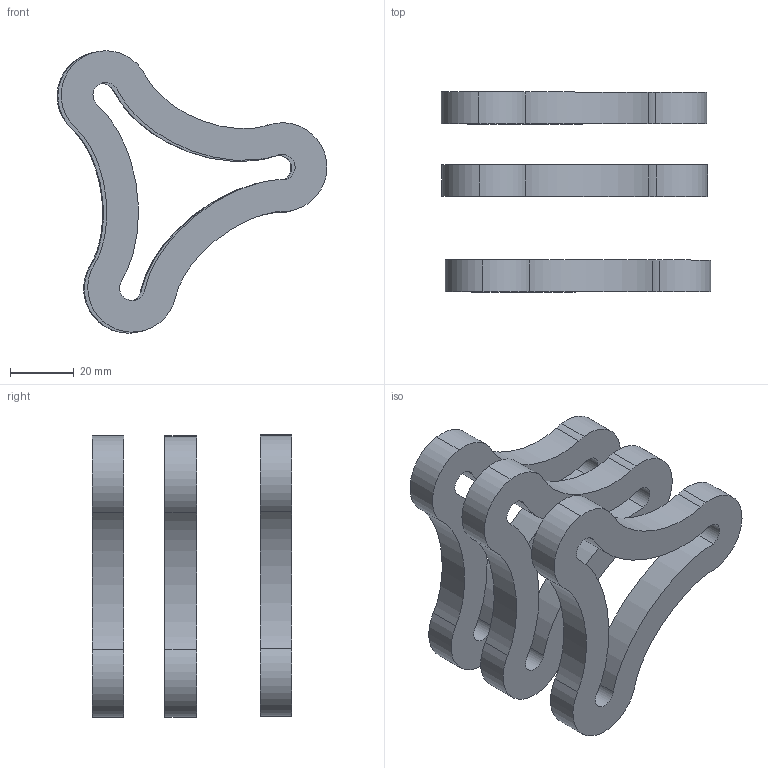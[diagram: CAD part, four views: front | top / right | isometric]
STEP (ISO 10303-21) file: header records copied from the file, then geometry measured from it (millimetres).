
FILE_DESCRIPTION (( 'STEP AP214' ), '1' );
FILE_NAME ('Assembly of Pavement.STEP', '2023-09-24T11:46:22', ( '' ), ( '' ), 'SwSTEP 2.0', 'SolidWorks 2023', '' );
FILE_SCHEMA (( 'AUTOMOTIVE_DESIGN' ));
Length unit declared in the file: millimetre
Products named in the file (2): Assembly of Pavement; Part1
Assembly tree (3 placements, depth 2):
  Assembly of Pavement
    Part1  x3
Bounding box: 84.93 x 62.88 x 88.92 mm (x, y, z)
Volume: 75335.3 mm3; surface area: 30134.2 mm2
Topology: 3 solids, 3 shells, 54 faces, 144 edges, 96 vertices
Faces by surface type: cylinder 30, bspline 18, plane 6
Entity records: 1035 total; most frequent: CARTESIAN_POINT 534, ORIENTED_EDGE 96, DIRECTION 92, EDGE_CURVE 48, AXIS2_PLACEMENT_3D 38, VERTEX_POINT 32, EDGE_LOOP 20, CIRCLE 20
